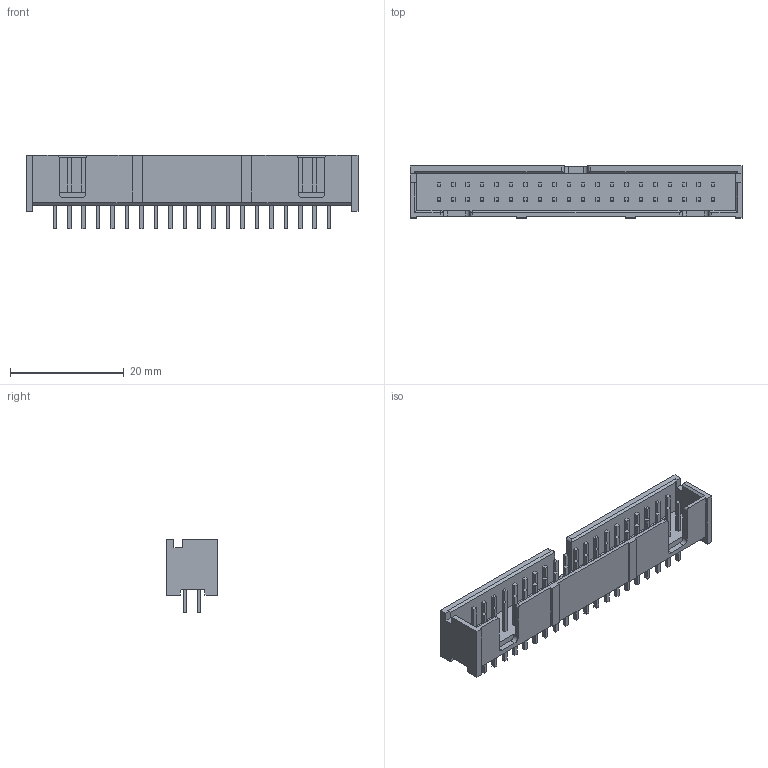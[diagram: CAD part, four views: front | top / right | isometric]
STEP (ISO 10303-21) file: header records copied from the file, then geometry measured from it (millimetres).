
FILE_DESCRIPTION(('STEP AP242'),'1');
FILE_NAME('103308-8.stp','2022-08-20T07:22:40',('TraceParts'),('TraceParts S.A.'),'Spatial InterOp 3D',' ',' ');
FILE_SCHEMA(('AP242_MANAGED_MODEL_BASED_3D_ENGINEERING_MIM_LF {1 0 10303 442 1 1 4}'));
Length unit declared in the file: millimetre
Products named in the file (1): 103308-8
Bounding box: 58.42 x 9.14 x 12.9 mm (x, y, z)
Volume: 2243.3 mm3; surface area: 3918.1 mm2
Topology: 1 solids, 1 shells, 491 faces, 1215 edges, 806 vertices
Faces by surface type: plane 473, cylinder 16, cone 2
Entity records: 14274 total; most frequent: CARTESIAN_POINT 2533, ORIENTED_EDGE 2430, DIRECTION 2229, EDGE_CURVE 1215, LINE 1177, VECTOR 1177, VERTEX_POINT 806, EDGE_LOOP 571
